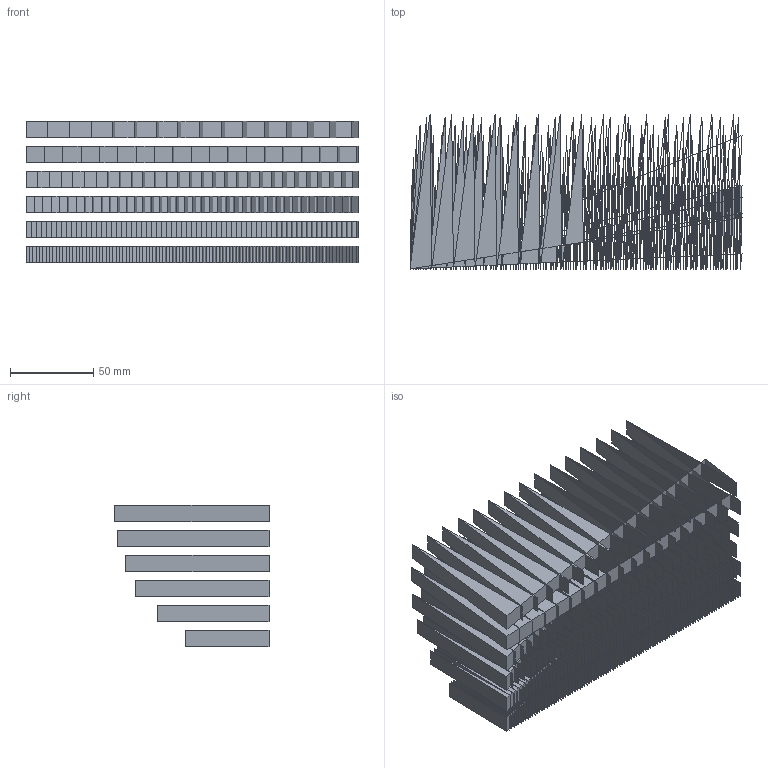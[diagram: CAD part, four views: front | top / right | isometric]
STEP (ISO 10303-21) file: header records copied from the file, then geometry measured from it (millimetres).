
FILE_DESCRIPTION(('Open CASCADE Model'),'2;1');
FILE_NAME('Open CASCADE Shape Model','2024-05-30T20:57:31',('Author'),( 'Open CASCADE'),'Open CASCADE STEP processor 7.7','Open CASCADE 7.7' ,'Unknown');
FILE_SCHEMA(('AUTOMOTIVE_DESIGN { 1 0 10303 214 1 1 1 1 }'));
Length unit declared in the file: millimetre
Products named in the file (7): Open CASCADE STEP translator 7.7 17; Open CASCADE STEP translator 7.7 17.1; Open CASCADE STEP translator 7.7 17.2; Open CASCADE STEP translator 7.7 17.3; Open CASCADE STEP translator 7.7 17.4; Open CASCADE STEP translator 7.7 17.5; Open CASCADE STEP translator 7.7 17.6
Assembly tree (6 placements, depth 2):
  Open CASCADE STEP translator 7.7 17
    Open CASCADE STEP translator 7.7 17.1
    Open CASCADE STEP translator 7.7 17.2
    Open CASCADE STEP translator 7.7 17.3
    Open CASCADE STEP translator 7.7 17.4
    Open CASCADE STEP translator 7.7 17.5
    Open CASCADE STEP translator 7.7 17.6
Bounding box: 199 x 92.31 x 85 mm (x, y, z)
Volume: 216000 mm3; surface area: 422997.9 mm2
Topology: 6 solids, 6 shells, 734 faces, 1986 edges, 1264 vertices
Faces by surface type: plane 734
Entity records: 39256 total; most frequent: CARTESIAN_POINT 6523, DIRECTION 6000, LINE 4878, VECTOR 4878, ORIENTED_EDGE 3252, PCURVE 3252, DEFINITIONAL_REPRESENTATION 3252, EDGE_CURVE 1626
